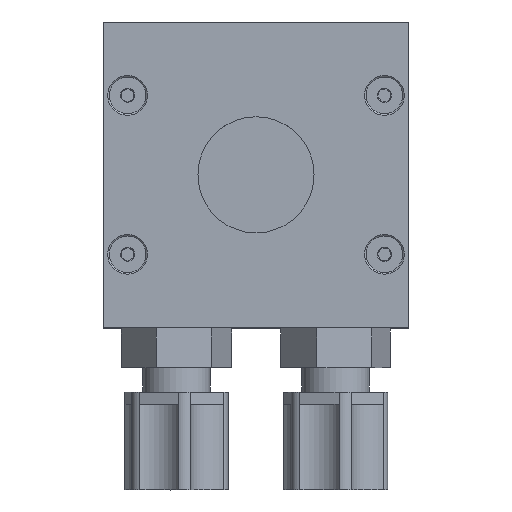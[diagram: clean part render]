
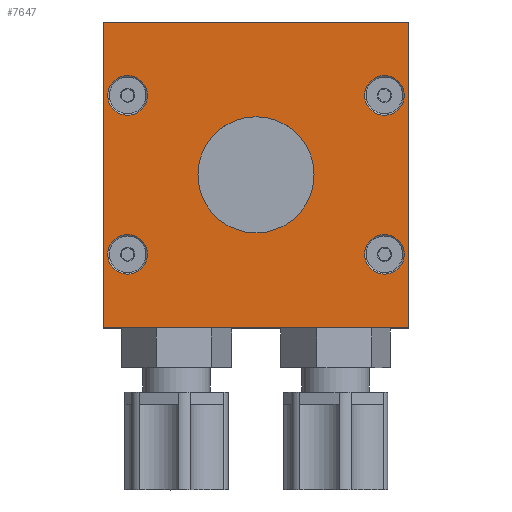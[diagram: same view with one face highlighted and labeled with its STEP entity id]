
A CAD part, top view. The second image highlights one B-rep face of the part: STEP entity #7647.
In plain terms, the highlighted planar face has unit normal (0, 0, 1).
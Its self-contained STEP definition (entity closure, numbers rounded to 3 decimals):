
#82 = EDGE_CURVE ( 'NONE', #8079, #8079, #5835, .T. ) ;
#121 = CARTESIAN_POINT ( 'NONE',  ( 30.443, -12.782, 3.1 ) ) ;
#210 = EDGE_CURVE ( 'NONE', #6372, #6372, #7656, .T. ) ;
#230 = CARTESIAN_POINT ( 'NONE',  ( 33.693, 13.218, 3.1 ) ) ;
#322 = VERTEX_POINT ( 'NONE', #8373 ) ;
#342 = FACE_BOUND ( 'NONE', #9627, .T. ) ;
#403 = EDGE_CURVE ( 'NONE', #7966, #7966, #8799, .T. ) ;
#473 = DIRECTION ( 'NONE',  ( 1., 0., 0. ) ) ;
#474 = DIRECTION ( 'NONE',  ( 0., 0., 1. ) ) ;
#581 = DIRECTION ( 'NONE',  ( 0., 0., 1. ) ) ;
#667 = LINE ( 'NONE', #4546, #3941 ) ;
#1053 = AXIS2_PLACEMENT_3D ( 'NONE', #121, #2244, #5498 ) ;
#1208 = CARTESIAN_POINT ( 'NONE',  ( -11.557, 13.218, 3.1 ) ) ;
#1246 = ORIENTED_EDGE ( 'NONE', *, *, #2812, .F. ) ;
#1338 = EDGE_LOOP ( 'NONE', ( #1246 ) ) ;
#1509 = VERTEX_POINT ( 'NONE', #9537 ) ;
#1945 = PLANE ( 'NONE',  #8875 ) ;
#1959 = CARTESIAN_POINT ( 'NONE',  ( 30.443, 13.218, 3.1 ) ) ;
#2168 = EDGE_LOOP ( 'NONE', ( #3886 ) ) ;
#2244 = DIRECTION ( 'NONE',  ( 0., 0., 1. ) ) ;
#2302 = CIRCLE ( 'NONE', #4614, 9.5 ) ;
#2549 = VERTEX_POINT ( 'NONE', #7928 ) ;
#2681 = FACE_BOUND ( 'NONE', #6457, .T. ) ;
#2812 = EDGE_CURVE ( 'NONE', #9768, #9768, #2955, .T. ) ;
#2955 = CIRCLE ( 'NONE', #5899, 3.25 ) ;
#3073 = EDGE_CURVE ( 'NONE', #322, #322, #2302, .T. ) ;
#3093 = DIRECTION ( 'NONE',  ( 1., 0., 0. ) ) ;
#3133 = EDGE_CURVE ( 'NONE', #2549, #3982, #3743, .T. ) ;
#3231 = CARTESIAN_POINT ( 'NONE',  ( -15.557, 25.218, 3.1 ) ) ;
#3235 = CARTESIAN_POINT ( 'NONE',  ( 33.693, -12.782, 3.1 ) ) ;
#3483 = ORIENTED_EDGE ( 'NONE', *, *, #9446, .T. ) ;
#3699 = CARTESIAN_POINT ( 'NONE',  ( -15.557, 25.218, 3.1 ) ) ;
#3743 = LINE ( 'NONE', #10131, #8244 ) ;
#3882 = AXIS2_PLACEMENT_3D ( 'NONE', #7653, #581, #473 ) ;
#3886 = ORIENTED_EDGE ( 'NONE', *, *, #210, .F. ) ;
#3902 = ORIENTED_EDGE ( 'NONE', *, *, #7423, .T. ) ;
#3941 = VECTOR ( 'NONE', #6100, 1000. ) ;
#3982 = VERTEX_POINT ( 'NONE', #3699 ) ;
#4008 = CARTESIAN_POINT ( 'NONE',  ( -15.557, -24.782, 3.1 ) ) ;
#4241 = DIRECTION ( 'NONE',  ( 1., 0., 0. ) ) ;
#4529 = DIRECTION ( 'NONE',  ( 0., 0., 1. ) ) ;
#4546 = CARTESIAN_POINT ( 'NONE',  ( 34.443, 25.218, 3.1 ) ) ;
#4565 = LINE ( 'NONE', #5491, #8908 ) ;
#4614 = AXIS2_PLACEMENT_3D ( 'NONE', #9919, #474, #6059 ) ;
#4687 = AXIS2_PLACEMENT_3D ( 'NONE', #1959, #8265, #3093 ) ;
#5004 = FACE_OUTER_BOUND ( 'NONE', #5637, .T. ) ;
#5116 = ORIENTED_EDGE ( 'NONE', *, *, #403, .F. ) ;
#5121 = CARTESIAN_POINT ( 'NONE',  ( -8.307, 13.218, 3.1 ) ) ;
#5491 = CARTESIAN_POINT ( 'NONE',  ( -15.557, -24.782, 3.1 ) ) ;
#5495 = ORIENTED_EDGE ( 'NONE', *, *, #82, .F. ) ;
#5498 = DIRECTION ( 'NONE',  ( 1., 0., 0. ) ) ;
#5637 = EDGE_LOOP ( 'NONE', ( #9810, #3483, #3902, #7145 ) ) ;
#5835 = CIRCLE ( 'NONE', #1053, 3.25 ) ;
#5899 = AXIS2_PLACEMENT_3D ( 'NONE', #1208, #4529, #7506 ) ;
#5917 = CARTESIAN_POINT ( 'NONE',  ( -15.557, -24.782, 3.1 ) ) ;
#6059 = DIRECTION ( 'NONE',  ( 1., 0., 0. ) ) ;
#6100 = DIRECTION ( 'NONE',  ( 0., 1., 0. ) ) ;
#6124 = DIRECTION ( 'NONE',  ( 1., 0., 0. ) ) ;
#6370 = DIRECTION ( 'NONE',  ( 0., -1., 0. ) ) ;
#6372 = VERTEX_POINT ( 'NONE', #9514 ) ;
#6457 = EDGE_LOOP ( 'NONE', ( #7686 ) ) ;
#6650 = DIRECTION ( 'NONE',  ( 0., 0., 1. ) ) ;
#6886 = EDGE_LOOP ( 'NONE', ( #5116 ) ) ;
#7145 = ORIENTED_EDGE ( 'NONE', *, *, #3133, .T. ) ;
#7423 = EDGE_CURVE ( 'NONE', #1509, #2549, #667, .T. ) ;
#7506 = DIRECTION ( 'NONE',  ( 1., 0., 0. ) ) ;
#7647 = ADVANCED_FACE ( 'NONE', ( #9015, #9070, #342, #9742, #2681, #5004 ), #1945, .T. ) ;
#7653 = CARTESIAN_POINT ( 'NONE',  ( -11.557, -12.782, 3.1 ) ) ;
#7656 = CIRCLE ( 'NONE', #3882, 3.25 ) ;
#7686 = ORIENTED_EDGE ( 'NONE', *, *, #3073, .F. ) ;
#7928 = CARTESIAN_POINT ( 'NONE',  ( 34.443, 25.218, 3.1 ) ) ;
#7966 = VERTEX_POINT ( 'NONE', #230 ) ;
#8079 = VERTEX_POINT ( 'NONE', #3235 ) ;
#8117 = VECTOR ( 'NONE', #6370, 1000. ) ;
#8244 = VECTOR ( 'NONE', #9307, 1000. ) ;
#8265 = DIRECTION ( 'NONE',  ( 0., 0., 1. ) ) ;
#8373 = CARTESIAN_POINT ( 'NONE',  ( 18.943, 0.218, 3.1 ) ) ;
#8781 = LINE ( 'NONE', #3231, #8117 ) ;
#8799 = CIRCLE ( 'NONE', #4687, 3.25 ) ;
#8875 = AXIS2_PLACEMENT_3D ( 'NONE', #5917, #6650, #4241 ) ;
#8908 = VECTOR ( 'NONE', #6124, 1000. ) ;
#9015 = FACE_BOUND ( 'NONE', #1338, .T. ) ;
#9070 = FACE_BOUND ( 'NONE', #6886, .T. ) ;
#9307 = DIRECTION ( 'NONE',  ( -1., 0., 0. ) ) ;
#9446 = EDGE_CURVE ( 'NONE', #10022, #1509, #4565, .T. ) ;
#9514 = CARTESIAN_POINT ( 'NONE',  ( -8.307, -12.782, 3.1 ) ) ;
#9537 = CARTESIAN_POINT ( 'NONE',  ( 34.443, -24.782, 3.1 ) ) ;
#9627 = EDGE_LOOP ( 'NONE', ( #5495 ) ) ;
#9691 = EDGE_CURVE ( 'NONE', #3982, #10022, #8781, .T. ) ;
#9742 = FACE_BOUND ( 'NONE', #2168, .T. ) ;
#9768 = VERTEX_POINT ( 'NONE', #5121 ) ;
#9810 = ORIENTED_EDGE ( 'NONE', *, *, #9691, .T. ) ;
#9919 = CARTESIAN_POINT ( 'NONE',  ( 9.443, 0.218, 3.1 ) ) ;
#10022 = VERTEX_POINT ( 'NONE', #4008 ) ;
#10131 = CARTESIAN_POINT ( 'NONE',  ( -15.557, 25.218, 3.1 ) ) ;
